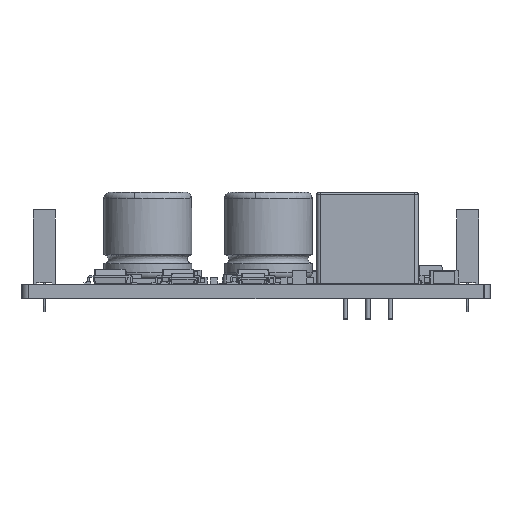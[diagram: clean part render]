
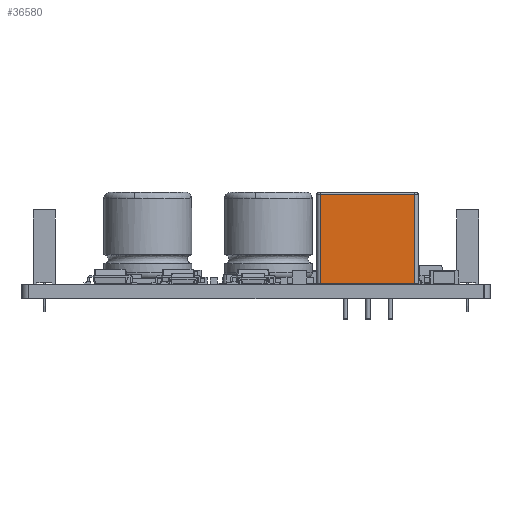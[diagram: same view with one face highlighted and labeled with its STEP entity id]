
A CAD part, left-side view. The second image highlights one B-rep face of the part: STEP entity #36580.
In plain terms, the highlighted face is planar.
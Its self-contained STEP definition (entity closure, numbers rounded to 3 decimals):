
#36389 = VERTEX_POINT('',#36390);
#36390 = CARTESIAN_POINT('',(7.865,-2.,0.1));
#36397 = EDGE_CURVE('',#36389,#36398,#36400,.T.);
#36398 = VERTEX_POINT('',#36399);
#36399 = CARTESIAN_POINT('',(-2.885,-2.,0.1));
#36400 = LINE('',#36401,#36402);
#36401 = CARTESIAN_POINT('',(8.29,-2.,0.1));
#36402 = VECTOR('',#36403,1.);
#36403 = DIRECTION('',(-1.,0.,0.));
#36535 = EDGE_CURVE('',#36389,#36536,#36538,.T.);
#36536 = VERTEX_POINT('',#36537);
#36537 = CARTESIAN_POINT('',(7.865,-2.,10.288));
#36538 = LINE('',#36539,#36540);
#36539 = CARTESIAN_POINT('',(7.865,-2.,0.1));
#36540 = VECTOR('',#36541,1.);
#36541 = DIRECTION('',(0.,0.,1.));
#36580 = ADVANCED_FACE('',(#36581),#36599,.T.);
#36581 = FACE_BOUND('',#36582,.T.);
#36582 = EDGE_LOOP('',(#36583,#36584,#36592,#36598));
#36583 = ORIENTED_EDGE('',*,*,#36535,.T.);
#36584 = ORIENTED_EDGE('',*,*,#36585,.T.);
#36585 = EDGE_CURVE('',#36536,#36586,#36588,.T.);
#36586 = VERTEX_POINT('',#36587);
#36587 = CARTESIAN_POINT('',(-2.885,-2.,10.288));
#36588 = LINE('',#36589,#36590);
#36589 = CARTESIAN_POINT('',(7.865,-2.,10.288));
#36590 = VECTOR('',#36591,1.);
#36591 = DIRECTION('',(-1.,0.,0.));
#36592 = ORIENTED_EDGE('',*,*,#36593,.F.);
#36593 = EDGE_CURVE('',#36398,#36586,#36594,.T.);
#36594 = LINE('',#36595,#36596);
#36595 = CARTESIAN_POINT('',(-2.885,-2.,0.1));
#36596 = VECTOR('',#36597,1.);
#36597 = DIRECTION('',(0.,0.,1.));
#36598 = ORIENTED_EDGE('',*,*,#36397,.F.);
#36599 = PLANE('',#36600);
#36600 = AXIS2_PLACEMENT_3D('',#36601,#36602,#36603);
#36601 = CARTESIAN_POINT('',(8.29,-2.,0.1));
#36602 = DIRECTION('',(0.,-1.,0.));
#36603 = DIRECTION('',(-1.,0.,0.));
